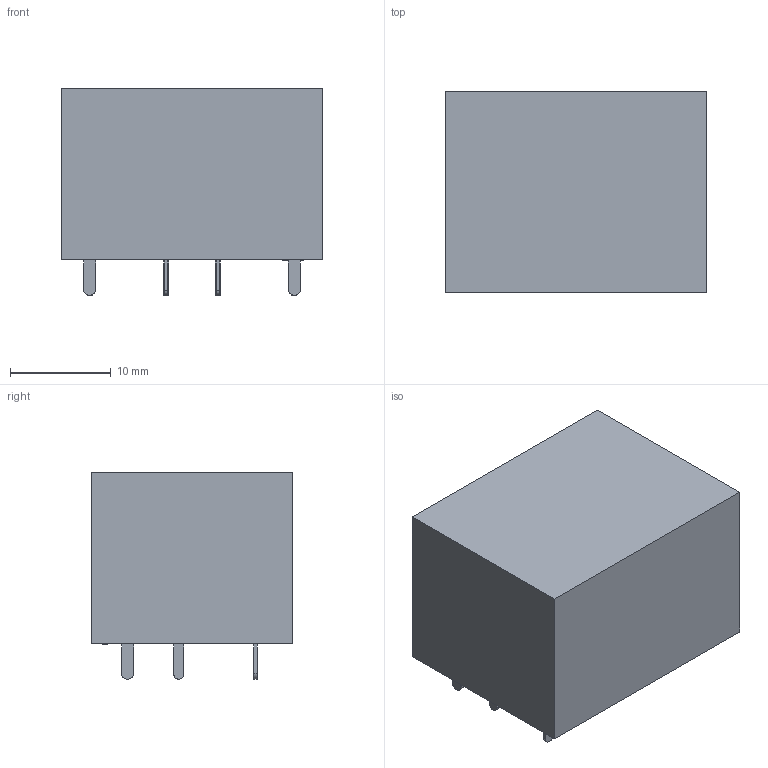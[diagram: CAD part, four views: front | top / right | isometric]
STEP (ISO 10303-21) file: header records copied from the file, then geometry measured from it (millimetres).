
FILE_DESCRIPTION (( 'STEP AP214' ), '1' );
FILE_NAME ('RELAY-TH_FBR582ND24-W.step', '2022-07-09T13:08:41', ( '' ), ( '' ), 'SwSTEP 2.0', 'SolidWorks 2020', '' );
FILE_SCHEMA (( 'AUTOMOTIVE_DESIGN' ));
Length unit declared in the file: millimetre
Products named in the file (1): RELAY-TH_FBR582ND24-W
Bounding box: 26 x 20.01 x 20.5 mm (x, y, z)
Volume: 8854.7 mm3; surface area: 2714.6 mm2
Topology: 16 solids, 16 shells, 355 faces, 912 edges, 608 vertices
Faces by surface type: plane 230, bspline 112, cylinder 13
Entity records: 15284 total; most frequent: CARTESIAN_POINT 3980, ORIENTED_EDGE 1824, DIRECTION 1198, EDGE_CURVE 912, LINE 658, VECTOR 658, VERTEX_POINT 608, EDGE_LOOP 378
